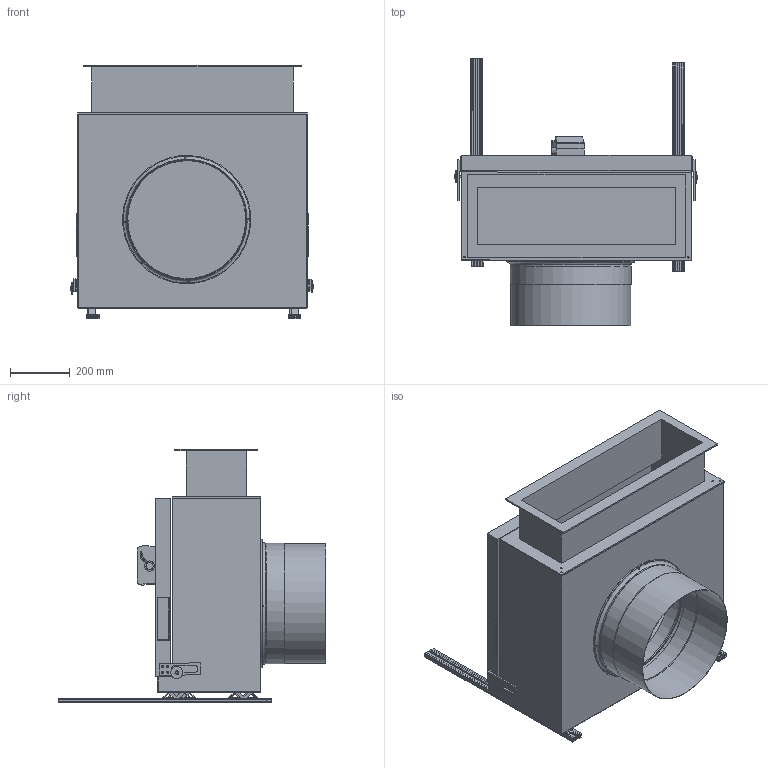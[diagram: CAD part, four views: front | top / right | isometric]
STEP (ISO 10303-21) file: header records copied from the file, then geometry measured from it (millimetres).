
FILE_DESCRIPTION( ( 'Unknown' ), '1' );
FILE_NAME( 'MXIC-40R.step', 'Unknown', ( 'Unknown' ), ( 'Unknown' ), 'PSStep 17.0.49', 'Unknown', ' ' );
FILE_SCHEMA( ( 'AUTOMOTIVE_DESIGN { 1 0 10303 214 1 1 1 1 }' ) );
Length unit declared in the file: millimetre
Products named in the file (14): Assem1; skal MXIC-35; nit 1; dörr 4; dosa tjock del; skena; kon 2; trxtil delen; spår 1; 40mm brica; 12mm skruv hexa; fot 1 ; spår 2; lock 40
Assembly tree (22 placements, depth 2):
  Assem1
    skal MXIC-35
    nit 1  x4
    dörr 4
    dosa tjock del
    skena  x2
    kon 2
    trxtil delen
    spår 1
    40mm brica  x2
    12mm skruv hexa  x2
    fot 1   x4
    spår 2
    lock 40
Bounding box: 814.76 x 897.93 x 850 mm (x, y, z)
Volume: 73625322.3 mm3; surface area: 5278896.4 mm2
Topology: 22 solids, 22 shells, 368 faces, 907 edges, 606 vertices
Faces by surface type: plane 267, cylinder 88, torus 8, sphere 4, cone 1
Full cylindrical faces by diameter (mm): 4 x8, 4.005 x1, 5 x26, 6 x4, 7 x12, 9.141 x2, 10 x4, 40 x2, 395 x2, 400 x2, 402 x1, 405 x1, 430 x1
Entity records: 9777 total; most frequent: CARTESIAN_POINT 1535, DIRECTION 1231, ORIENTED_EDGE 1108, EDGE_CURVE 554, LINE 415, VECTOR 415, AXIS2_PLACEMENT_3D 408, VERTEX_POINT 396
